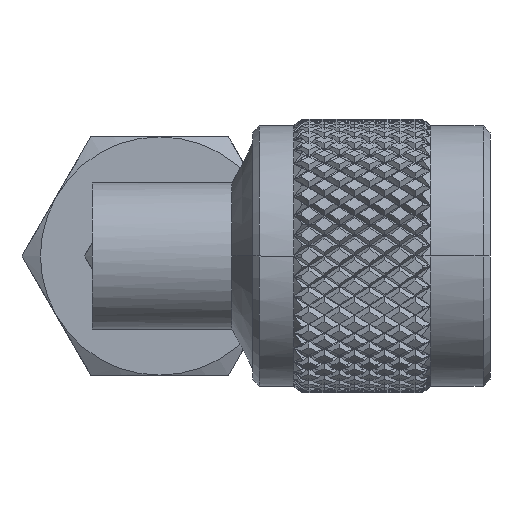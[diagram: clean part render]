
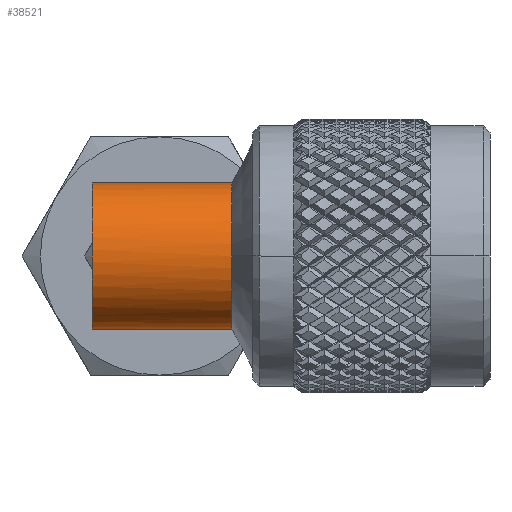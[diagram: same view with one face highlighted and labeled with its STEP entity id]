
A CAD part, left-side view. The second image highlights one B-rep face of the part: STEP entity #38521.
In plain terms, the highlighted cylindrical face has radius 5.395 mm (diameter 10.79 mm), a partial arc.
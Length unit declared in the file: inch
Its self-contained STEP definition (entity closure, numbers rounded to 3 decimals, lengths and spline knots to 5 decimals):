
#5115 = CIRCLE ( 'NONE', #80522, 0.21241 ) ;
#5519 = DIRECTION ( 'NONE',  ( 0., 0., 1. ) ) ;
#7463 = LINE ( 'NONE', #24700, #48370 ) ;
#8219 = DIRECTION ( 'NONE',  ( 1., 0., 0. ) ) ;
#8906 = DIRECTION ( 'NONE',  ( 0., 0., 1. ) ) ;
#9163 = VERTEX_POINT ( 'NONE', #35461 ) ;
#14900 = EDGE_CURVE ( 'NONE', #19655, #56473, #5115, .T. ) ;
#15421 = DIRECTION ( 'NONE',  ( -1., 0., 0. ) ) ;
#17236 = EDGE_CURVE ( 'NONE', #9163, #73353, #7463, .T. ) ;
#17545 = EDGE_CURVE ( 'NONE', #56473, #67169, #87794, .T. ) ;
#19655 = VERTEX_POINT ( 'NONE', #96847 ) ;
#21899 = DIRECTION ( 'NONE',  ( 1., 0., 0. ) ) ;
#23748 = CIRCLE ( 'NONE', #75165, 0.21241 ) ;
#24700 = CARTESIAN_POINT ( 'NONE',  ( 0.05962, 0.13037, 0.16769 ) ) ;
#32801 = DIRECTION ( 'NONE',  ( 0., 0., 1. ) ) ;
#35461 = CARTESIAN_POINT ( 'NONE',  ( 0.05962, 0.13037, 0.16769 ) ) ;
#38521 = ADVANCED_FACE ( 'NONE', ( #39392 ), #69498, .T. ) ;
#39392 = FACE_OUTER_BOUND ( 'NONE', #111082, .T. ) ;
#46570 = DIRECTION ( 'NONE',  ( -1., 0., 0. ) ) ;
#47636 = AXIS2_PLACEMENT_3D ( 'NONE', #61142, #52376, #8906 ) ;
#48370 = VECTOR ( 'NONE', #8219, 39.37008 ) ;
#49598 = ORIENTED_EDGE ( 'NONE', *, *, #17236, .T. ) ;
#52376 = DIRECTION ( 'NONE',  ( -1., 0., 0. ) ) ;
#56473 = VERTEX_POINT ( 'NONE', #85107 ) ;
#56698 = EDGE_CURVE ( 'NONE', #73353, #67169, #23748, .T. ) ;
#61142 = CARTESIAN_POINT ( 'NONE',  ( -5.70743, 0., 0. ) ) ;
#61981 = AXIS2_PLACEMENT_3D ( 'NONE', #102607, #15421, #5519 ) ;
#67169 = VERTEX_POINT ( 'NONE', #82652 ) ;
#68764 = VECTOR ( 'NONE', #21899, 39.37008 ) ;
#69498 = CYLINDRICAL_SURFACE ( 'NONE', #47636, 0.21241 ) ;
#71388 = ORIENTED_EDGE ( 'NONE', *, *, #17545, .F. ) ;
#72866 = DIRECTION ( 'NONE',  ( 0., 0., 1. ) ) ;
#73353 = VERTEX_POINT ( 'NONE', #82330 ) ;
#75165 = AXIS2_PLACEMENT_3D ( 'NONE', #107777, #46570, #72866 ) ;
#76027 = ORIENTED_EDGE ( 'NONE', *, *, #56698, .T. ) ;
#79308 = ORIENTED_EDGE ( 'NONE', *, *, #91003, .F. ) ;
#80522 = AXIS2_PLACEMENT_3D ( 'NONE', #92957, #101712, #32801 ) ;
#82330 = CARTESIAN_POINT ( 'NONE',  ( 0.46208, 0.13037, 0.16769 ) ) ;
#82652 = CARTESIAN_POINT ( 'NONE',  ( 0.46208, -0.13037, 0.16769 ) ) ;
#82918 = CIRCLE ( 'NONE', #61981, 0.21241 ) ;
#85107 = CARTESIAN_POINT ( 'NONE',  ( 0.05962, -0.13037, 0.16769 ) ) ;
#87794 = LINE ( 'NONE', #108259, #68764 ) ;
#90466 = ORIENTED_EDGE ( 'NONE', *, *, #14900, .F. ) ;
#91003 = EDGE_CURVE ( 'NONE', #9163, #19655, #82918, .T. ) ;
#92957 = CARTESIAN_POINT ( 'NONE',  ( 0.05962, 0., 0. ) ) ;
#96847 = CARTESIAN_POINT ( 'NONE',  ( 0.05962, 0., -0.21241 ) ) ;
#101712 = DIRECTION ( 'NONE',  ( -1., 0., 0. ) ) ;
#102607 = CARTESIAN_POINT ( 'NONE',  ( 0.05962, 0., 0. ) ) ;
#107777 = CARTESIAN_POINT ( 'NONE',  ( 0.46208, 0., 0. ) ) ;
#108259 = CARTESIAN_POINT ( 'NONE',  ( 0.05962, -0.13037, 0.16769 ) ) ;
#111082 = EDGE_LOOP ( 'NONE', ( #76027, #71388, #90466, #79308, #49598 ) ) ;
